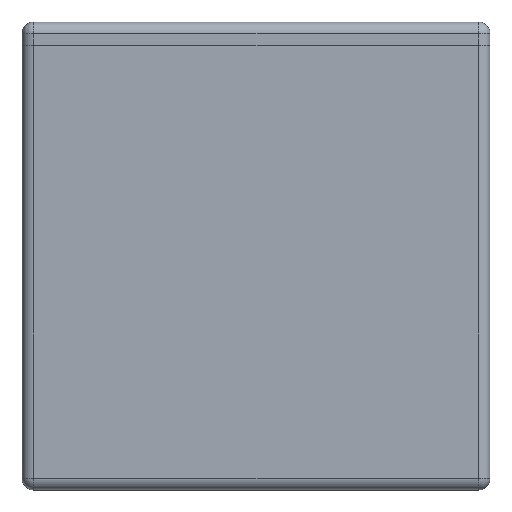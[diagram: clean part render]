
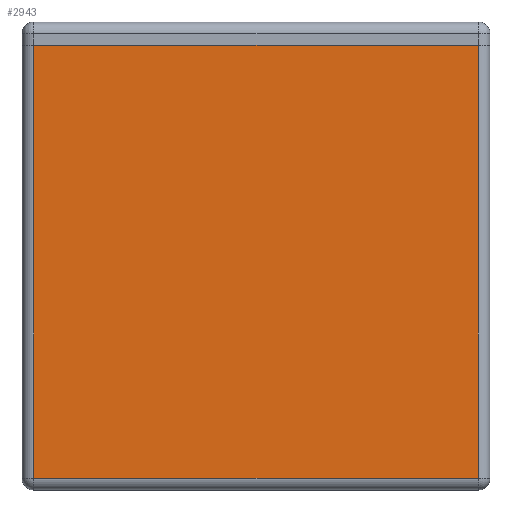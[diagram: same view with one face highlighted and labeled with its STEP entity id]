
A CAD part, left-side view. The second image highlights one B-rep face of the part: STEP entity #2943.
In plain terms, the highlighted planar face has unit normal (-1, 0, 0).
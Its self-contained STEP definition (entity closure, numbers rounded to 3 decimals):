
#216=FACE_OUTER_BOUND('',#389,.T.);
#389=EDGE_LOOP('',(#2091,#2092,#2093,#2094));
#612=LINE('',#4372,#965);
#625=LINE('',#4412,#978);
#626=LINE('',#4413,#979);
#627=LINE('',#4414,#980);
#965=VECTOR('',#3523,1.);
#978=VECTOR('',#3564,1.);
#979=VECTOR('',#3565,1.);
#980=VECTOR('',#3566,1.);
#1321=VERTEX_POINT('',#4368);
#1322=VERTEX_POINT('',#4370);
#1334=VERTEX_POINT('',#4410);
#1335=VERTEX_POINT('',#4411);
#1611=EDGE_CURVE('',#1321,#1322,#612,.T.);
#1630=EDGE_CURVE('',#1334,#1335,#625,.T.);
#1631=EDGE_CURVE('',#1321,#1334,#626,.T.);
#1632=EDGE_CURVE('',#1322,#1335,#627,.T.);
#2091=ORIENTED_EDGE('',*,*,#1630,.F.);
#2092=ORIENTED_EDGE('',*,*,#1631,.F.);
#2093=ORIENTED_EDGE('',*,*,#1611,.T.);
#2094=ORIENTED_EDGE('',*,*,#1632,.T.);
#2802=PLANE('',#3180);
#2943=ADVANCED_FACE('',(#216),#2802,.T.);
#3180=AXIS2_PLACEMENT_3D('',#4409,#3562,#3563);
#3523=DIRECTION('',(0.,-1.,0.));
#3562=DIRECTION('center_axis',(-1.,0.,0.));
#3563=DIRECTION('ref_axis',(0.,0.,-1.));
#3564=DIRECTION('',(0.,-1.,0.));
#3565=DIRECTION('',(0.,0.,1.));
#3566=DIRECTION('',(0.,0.,1.));
#4368=CARTESIAN_POINT('',(-20.,19.,1.));
#4370=CARTESIAN_POINT('',(-20.,-19.,1.));
#4372=CARTESIAN_POINT('',(-20.,20.,1.));
#4409=CARTESIAN_POINT('Origin',(-20.,0.,21.));
#4410=CARTESIAN_POINT('',(-20.,19.,38.));
#4411=CARTESIAN_POINT('',(-20.,-19.,38.));
#4412=CARTESIAN_POINT('',(-20.,20.,38.));
#4413=CARTESIAN_POINT('',(-20.,19.,0.));
#4414=CARTESIAN_POINT('',(-20.,-19.,0.));
